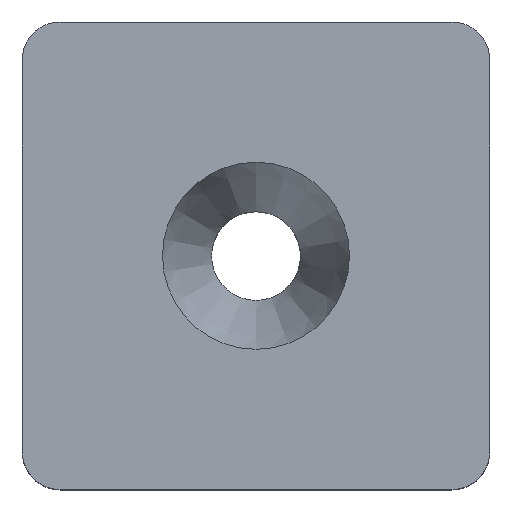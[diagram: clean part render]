
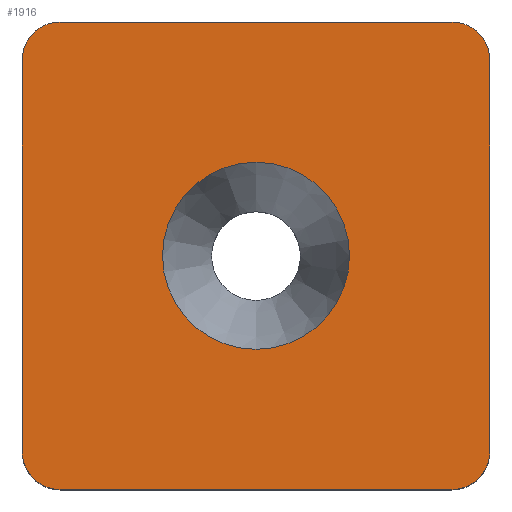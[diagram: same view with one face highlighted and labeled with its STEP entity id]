
A CAD part, top view. The second image highlights one B-rep face of the part: STEP entity #1916.
In plain terms, the highlighted planar face has unit normal (0, 0, 1).
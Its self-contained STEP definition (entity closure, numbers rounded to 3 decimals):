
#68=LINE('',#2839,#284);
#72=LINE('',#2851,#288);
#76=LINE('',#2863,#292);
#80=LINE('',#2873,#296);
#284=VECTOR('',#2294,41.5);
#288=VECTOR('',#2306,41.5);
#292=VECTOR('',#2318,41.5);
#296=VECTOR('',#2330,41.5);
#494=PLANE('',#2082);
#594=FACE_BOUND('',#765,.T.);
#631=FACE_OUTER_BOUND('',#764,.T.);
#764=EDGE_LOOP('',(#1443,#1444,#1445,#1446,#1447,#1448,#1449,#1450));
#765=EDGE_LOOP('',(#1451));
#883=CIRCLE('',#2044,9.9);
#895=CIRCLE('',#2068,4.);
#897=CIRCLE('',#2072,4.);
#899=CIRCLE('',#2076,4.);
#901=CIRCLE('',#2080,4.);
#925=VERTEX_POINT('',#2769);
#946=VERTEX_POINT('',#2830);
#947=VERTEX_POINT('',#2832);
#949=VERTEX_POINT('',#2838);
#951=VERTEX_POINT('',#2844);
#953=VERTEX_POINT('',#2850);
#955=VERTEX_POINT('',#2856);
#957=VERTEX_POINT('',#2862);
#959=VERTEX_POINT('',#2868);
#1103=EDGE_CURVE('',#925,#925,#883,.T.);
#1132=EDGE_CURVE('',#947,#946,#895,.T.);
#1135=EDGE_CURVE('',#949,#947,#68,.T.);
#1138=EDGE_CURVE('',#951,#949,#897,.T.);
#1141=EDGE_CURVE('',#953,#951,#72,.T.);
#1144=EDGE_CURVE('',#955,#953,#899,.T.);
#1147=EDGE_CURVE('',#957,#955,#76,.T.);
#1150=EDGE_CURVE('',#959,#957,#901,.T.);
#1153=EDGE_CURVE('',#946,#959,#80,.T.);
#1443=ORIENTED_EDGE('',*,*,#1153,.T.);
#1444=ORIENTED_EDGE('',*,*,#1150,.T.);
#1445=ORIENTED_EDGE('',*,*,#1147,.T.);
#1446=ORIENTED_EDGE('',*,*,#1144,.T.);
#1447=ORIENTED_EDGE('',*,*,#1141,.T.);
#1448=ORIENTED_EDGE('',*,*,#1138,.T.);
#1449=ORIENTED_EDGE('',*,*,#1135,.T.);
#1450=ORIENTED_EDGE('',*,*,#1132,.T.);
#1451=ORIENTED_EDGE('',*,*,#1103,.T.);
#1916=ADVANCED_FACE('',(#631,#594),#494,.T.);
#2044=AXIS2_PLACEMENT_3D('',#2770,#2223,#2224);
#2068=AXIS2_PLACEMENT_3D('',#2833,#2288,#2289);
#2072=AXIS2_PLACEMENT_3D('',#2845,#2300,#2301);
#2076=AXIS2_PLACEMENT_3D('',#2857,#2312,#2313);
#2080=AXIS2_PLACEMENT_3D('',#2869,#2324,#2325);
#2082=AXIS2_PLACEMENT_3D('',#2874,#2331,#2332);
#2223=DIRECTION('center_axis',(0.,0.,-1.));
#2224=DIRECTION('ref_axis',(0.,-1.,0.));
#2288=DIRECTION('center_axis',(0.,0.,1.));
#2289=DIRECTION('ref_axis',(0.,1.,0.));
#2294=DIRECTION('',(-1.,0.,0.));
#2300=DIRECTION('center_axis',(0.,0.,1.));
#2301=DIRECTION('ref_axis',(1.,0.,0.));
#2306=DIRECTION('',(0.,1.,0.));
#2312=DIRECTION('center_axis',(0.,0.,1.));
#2313=DIRECTION('ref_axis',(0.,-1.,0.));
#2318=DIRECTION('',(1.,0.,0.));
#2324=DIRECTION('center_axis',(0.,0.,1.));
#2325=DIRECTION('ref_axis',(-1.,0.,0.));
#2330=DIRECTION('',(0.,-1.,0.));
#2331=DIRECTION('center_axis',(0.,0.,1.));
#2332=DIRECTION('ref_axis',(0.,1.,0.));
#2769=CARTESIAN_POINT('',(0.,-9.9,27.));
#2770=CARTESIAN_POINT('Origin',(0.,0.,27.));
#2830=CARTESIAN_POINT('',(-24.75,20.75,27.));
#2832=CARTESIAN_POINT('',(-20.75,24.75,27.));
#2833=CARTESIAN_POINT('Origin',(-20.75,20.75,27.));
#2838=CARTESIAN_POINT('',(20.75,24.75,27.));
#2839=CARTESIAN_POINT('',(20.75,24.75,27.));
#2844=CARTESIAN_POINT('',(24.75,20.75,27.));
#2845=CARTESIAN_POINT('Origin',(20.75,20.75,27.));
#2850=CARTESIAN_POINT('',(24.75,-20.75,27.));
#2851=CARTESIAN_POINT('',(24.75,-20.75,27.));
#2856=CARTESIAN_POINT('',(20.75,-24.75,27.));
#2857=CARTESIAN_POINT('Origin',(20.75,-20.75,27.));
#2862=CARTESIAN_POINT('',(-20.75,-24.75,27.));
#2863=CARTESIAN_POINT('',(-20.75,-24.75,27.));
#2868=CARTESIAN_POINT('',(-24.75,-20.75,27.));
#2869=CARTESIAN_POINT('Origin',(-20.75,-20.75,27.));
#2873=CARTESIAN_POINT('',(-24.75,20.75,27.));
#2874=CARTESIAN_POINT('Origin',(0.,0.,
27.));
